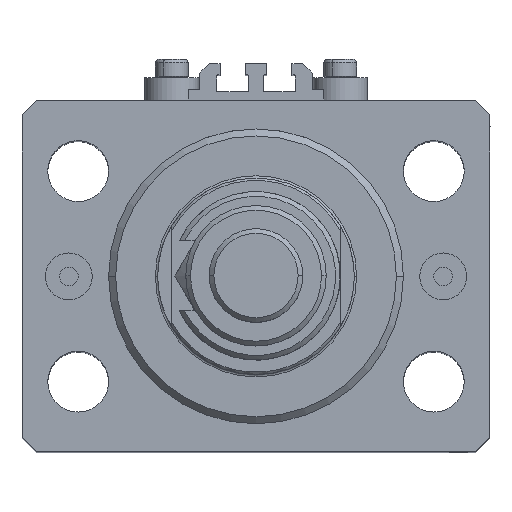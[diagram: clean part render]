
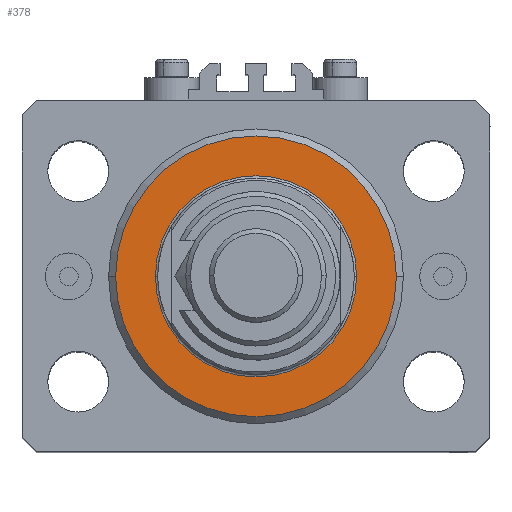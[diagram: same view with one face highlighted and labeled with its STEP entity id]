
A CAD part, top view. The second image highlights one B-rep face of the part: STEP entity #378.
In plain terms, the highlighted face is planar.
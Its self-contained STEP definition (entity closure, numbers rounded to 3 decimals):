
#289 = CIRCLE ( 'NONE', #28600, 30. ) ;
#378 = ADVANCED_FACE ( 'NONE', ( #2280, #37220 ), #16975, .F. ) ;
#2280 = FACE_BOUND ( 'NONE', #43765, .T. ) ;
#4346 = CARTESIAN_POINT ( 'NONE',  ( 0., 0., 0. ) ) ;
#5090 = VERTEX_POINT ( 'NONE', #37694 ) ;
#5165 = CIRCLE ( 'NONE', #39101, 30. ) ;
#6735 = EDGE_CURVE ( 'NONE', #15238, #35262, #289, .T. ) ;
#7278 = EDGE_CURVE ( 'NONE', #35262, #15238, #5165, .T. ) ;
#8933 = AXIS2_PLACEMENT_3D ( 'NONE', #45053, #25829, #48356 ) ;
#10302 = ORIENTED_EDGE ( 'NONE', *, *, #6735, .T. ) ;
#11883 = AXIS2_PLACEMENT_3D ( 'NONE', #17550, #32983, #38455 ) ;
#15238 = VERTEX_POINT ( 'NONE', #42056 ) ;
#16975 = PLANE ( 'NONE',  #8933 ) ;
#17550 = CARTESIAN_POINT ( 'NONE',  ( 0., 0., 0. ) ) ;
#17608 = ORIENTED_EDGE ( 'NONE', *, *, #18067, .T. ) ;
#18067 = EDGE_CURVE ( 'NONE', #5090, #25263, #31301, .T. ) ;
#18356 = DIRECTION ( 'NONE',  ( 0., 0., -1. ) ) ;
#19794 = DIRECTION ( 'NONE',  ( 1., 0., 0. ) ) ;
#19798 = DIRECTION ( 'NONE',  ( 1., 0., 0. ) ) ;
#20043 = EDGE_CURVE ( 'NONE', #25263, #5090, #49937, .T. ) ;
#23434 = ORIENTED_EDGE ( 'NONE', *, *, #7278, .T. ) ;
#25263 = VERTEX_POINT ( 'NONE', #43710 ) ;
#25829 = DIRECTION ( 'NONE',  ( 0., 0., 1. ) ) ;
#28109 = AXIS2_PLACEMENT_3D ( 'NONE', #4346, #39513, #19794 ) ;
#28600 = AXIS2_PLACEMENT_3D ( 'NONE', #41614, #18356, #40862 ) ;
#31301 = CIRCLE ( 'NONE', #11883, 21.5 ) ;
#32983 = DIRECTION ( 'NONE',  ( 0., 0., 1. ) ) ;
#35262 = VERTEX_POINT ( 'NONE', #40181 ) ;
#37220 = FACE_OUTER_BOUND ( 'NONE', #42147, .T. ) ;
#37694 = CARTESIAN_POINT ( 'NONE',  ( 21.5, 0., 0. ) ) ;
#38455 = DIRECTION ( 'NONE',  ( 1., 0., 0. ) ) ;
#38771 = DIRECTION ( 'NONE',  ( 0., 0., -1. ) ) ;
#39101 = AXIS2_PLACEMENT_3D ( 'NONE', #42557, #38771, #19798 ) ;
#39513 = DIRECTION ( 'NONE',  ( 0., 0., 1. ) ) ;
#40181 = CARTESIAN_POINT ( 'NONE',  ( -30., 0., 0. ) ) ;
#40862 = DIRECTION ( 'NONE',  ( 1., 0., 0. ) ) ;
#41614 = CARTESIAN_POINT ( 'NONE',  ( 0., 0., 0. ) ) ;
#42056 = CARTESIAN_POINT ( 'NONE',  ( 30., 0., 0. ) ) ;
#42147 = EDGE_LOOP ( 'NONE', ( #10302, #23434 ) ) ;
#42557 = CARTESIAN_POINT ( 'NONE',  ( 0., 0., 0. ) ) ;
#43710 = CARTESIAN_POINT ( 'NONE',  ( -21.5, 0., 0. ) ) ;
#43765 = EDGE_LOOP ( 'NONE', ( #17608, #43880 ) ) ;
#43880 = ORIENTED_EDGE ( 'NONE', *, *, #20043, .T. ) ;
#45053 = CARTESIAN_POINT ( 'NONE',  ( 0., 0., 0. ) ) ;
#48356 = DIRECTION ( 'NONE',  ( 1., 0., 0. ) ) ;
#49937 = CIRCLE ( 'NONE', #28109, 21.5 ) ;
